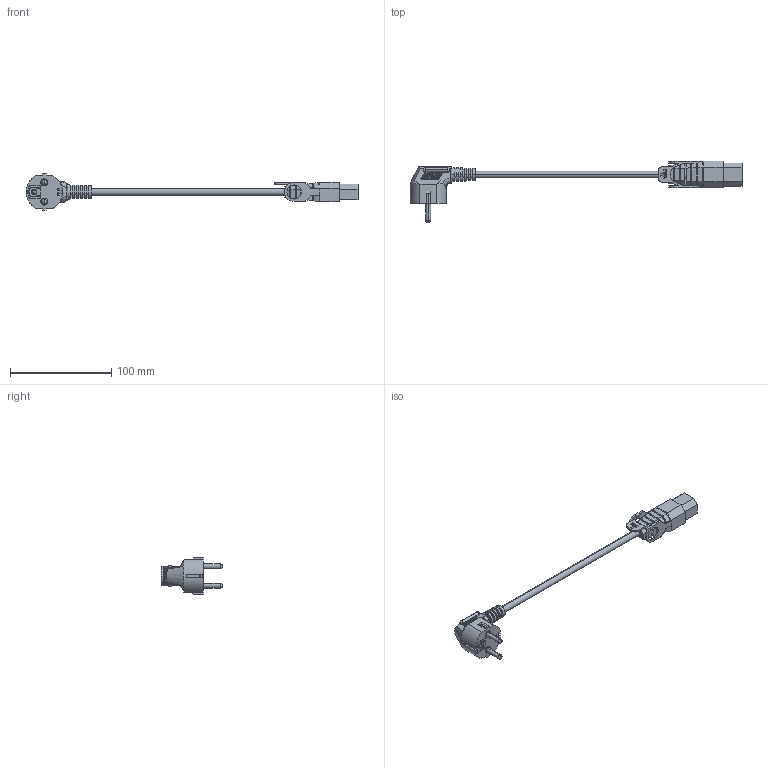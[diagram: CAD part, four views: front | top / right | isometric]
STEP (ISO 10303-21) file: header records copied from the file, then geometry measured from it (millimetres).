
FILE_DESCRIPTION (( 'STEP AP203' ), '1' );
FILE_NAME ('C13LPSCHRA-10_3D.STEP', '2022-09-22T15:34:44', ( '' ), ( '' ), 'SwSTEP 2.0', 'SolidWorks 2021', '' );
FILE_SCHEMA (( 'CONFIG_CONTROL_DESIGN' ));
Length unit declared in the file: inch
Products named in the file (4): H05VV-F 3G Cord (for 44-423-02M); EN60320-C13-STR-LKG; SF-04 TYPE F (EUR) RT-ANG 16A 250V AC PWR PLUG_Varsayilan; C13LPSCHRA-10_3D
Assembly tree (3 placements, depth 2):
  C13LPSCHRA-10_3D
    SF-04 TYPE F (EUR) RT-ANG 16A 250V AC PWR PLUG_Varsayilan
    EN60320-C13-STR-LKG
    H05VV-F 3G Cord (for 44-423-02M)
Bounding box: 327.5 x 60.55 x 35.99 mm (x, y, z)
Volume: 62337 mm3; surface area: 27511 mm2
Topology: 3 solids, 3 shells, 690 faces, 1918 edges, 1213 vertices
Faces by surface type: plane 387, cylinder 204, sphere 56, bspline 16, cone 15, torus 12
Entity records: 23032 total; most frequent: CARTESIAN_POINT 5074, ORIENTED_EDGE 3708, DIRECTION 3643, EDGE_CURVE 1854, LINE 1223, VECTOR 1223, AXIS2_PLACEMENT_3D 1210, VERTEX_POINT 1181
